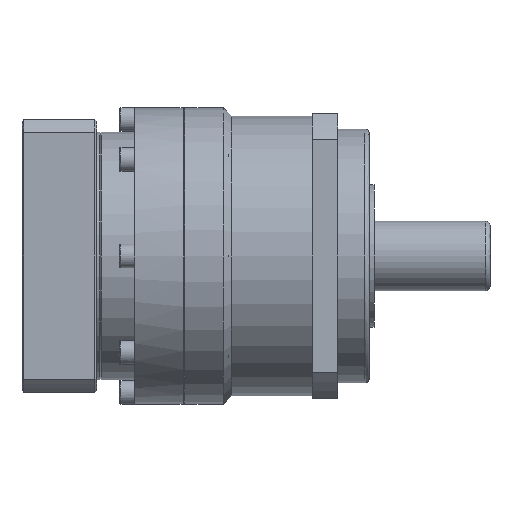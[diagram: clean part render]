
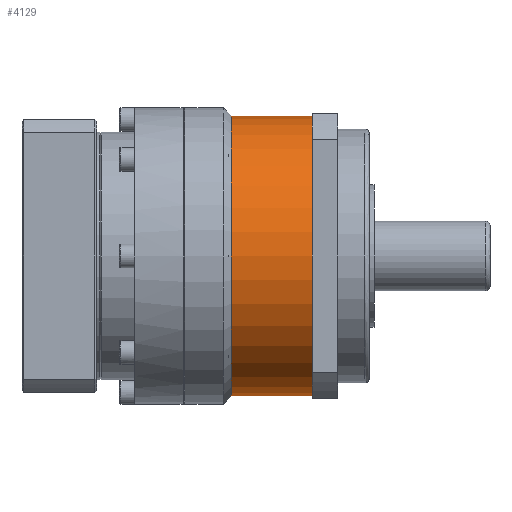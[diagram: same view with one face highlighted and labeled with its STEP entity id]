
A CAD part, front view. The second image highlights one B-rep face of the part: STEP entity #4129.
In plain terms, the highlighted cylindrical face has radius 44 mm (diameter 88 mm), a partial arc.
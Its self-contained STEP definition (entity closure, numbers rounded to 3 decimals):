
#159 = EDGE_CURVE ( 'NONE', #14135, #15936, #1090, .T. ) ;
#195 = EDGE_LOOP ( 'NONE', ( #1288, #19728, #19683, #8090 ) ) ;
#520 = CARTESIAN_POINT ( 'NONE',  ( -56., 0., 0. ) ) ;
#1090 = CIRCLE ( 'NONE', #2108, 44. ) ;
#1264 = EDGE_CURVE ( 'NONE', #10554, #14135, #1504, .T. ) ;
#1288 = ORIENTED_EDGE ( 'NONE', *, *, #19357, .F. ) ;
#1504 = LINE ( 'NONE', #10823, #17274 ) ;
#2049 = DIRECTION ( 'NONE',  ( 0., 0., 1. ) ) ;
#2108 = AXIS2_PLACEMENT_3D ( 'NONE', #8873, #8814, #8741 ) ;
#3232 = CARTESIAN_POINT ( 'NONE',  ( -56., 0., -44. ) ) ;
#3581 = VERTEX_POINT ( 'NONE', #3232 ) ;
#4129 = ADVANCED_FACE ( 'NONE', ( #12858 ), #10981, .T. ) ;
#4792 = DIRECTION ( 'NONE',  ( 0., 0., 1. ) ) ;
#6430 = EDGE_CURVE ( 'NONE', #3581, #10554, #16952, .T. ) ;
#7226 = CARTESIAN_POINT ( 'NONE',  ( -81.5, 0., 44. ) ) ;
#7471 = CARTESIAN_POINT ( 'NONE',  ( -56., 0., 44. ) ) ;
#8090 = ORIENTED_EDGE ( 'NONE', *, *, #159, .T. ) ;
#8249 = AXIS2_PLACEMENT_3D ( 'NONE', #18495, #15448, #4792 ) ;
#8741 = DIRECTION ( 'NONE',  ( 0., 0., 1. ) ) ;
#8814 = DIRECTION ( 'NONE',  ( 1., 0., 0. ) ) ;
#8873 = CARTESIAN_POINT ( 'NONE',  ( -81.5, 0., 0. ) ) ;
#9408 = CARTESIAN_POINT ( 'NONE',  ( -81.5, 0., -44. ) ) ;
#10554 = VERTEX_POINT ( 'NONE', #7471 ) ;
#10823 = CARTESIAN_POINT ( 'NONE',  ( -68.75, 0., 44. ) ) ;
#10891 = DIRECTION ( 'NONE',  ( -1., 0., 0. ) ) ;
#10981 = CYLINDRICAL_SURFACE ( 'NONE', #8249, 44. ) ;
#11243 = DIRECTION ( 'NONE',  ( -1., 0., 0. ) ) ;
#11316 = VECTOR ( 'NONE', #11816, 1000. ) ;
#11816 = DIRECTION ( 'NONE',  ( -1., 0., 0. ) ) ;
#12858 = FACE_OUTER_BOUND ( 'NONE', #195, .T. ) ;
#14135 = VERTEX_POINT ( 'NONE', #7226 ) ;
#15117 = AXIS2_PLACEMENT_3D ( 'NONE', #520, #11243, #2049 ) ;
#15349 = LINE ( 'NONE', #19406, #11316 ) ;
#15448 = DIRECTION ( 'NONE',  ( -1., 0., 0. ) ) ;
#15936 = VERTEX_POINT ( 'NONE', #9408 ) ;
#16952 = CIRCLE ( 'NONE', #15117, 44. ) ;
#17274 = VECTOR ( 'NONE', #10891, 1000. ) ;
#18495 = CARTESIAN_POINT ( 'NONE',  ( -68.75, 0., 0. ) ) ;
#19357 = EDGE_CURVE ( 'NONE', #3581, #15936, #15349, .T. ) ;
#19406 = CARTESIAN_POINT ( 'NONE',  ( -68.75, 0., -44. ) ) ;
#19683 = ORIENTED_EDGE ( 'NONE', *, *, #1264, .T. ) ;
#19728 = ORIENTED_EDGE ( 'NONE', *, *, #6430, .T. ) ;
